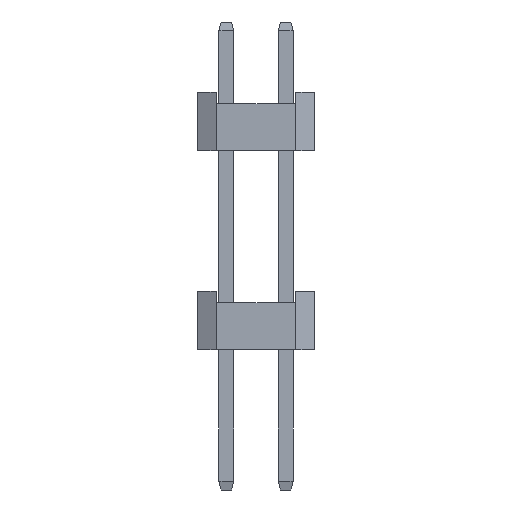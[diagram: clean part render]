
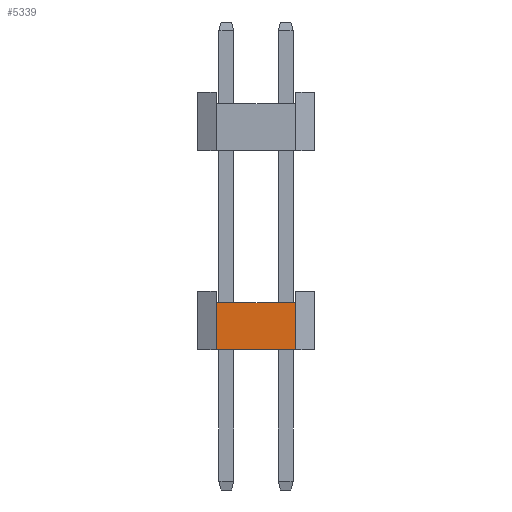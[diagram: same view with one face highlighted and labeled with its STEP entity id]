
A CAD part, left-side view. The second image highlights one B-rep face of the part: STEP entity #5339.
In plain terms, the highlighted planar face has unit normal (-1, 0, 0).
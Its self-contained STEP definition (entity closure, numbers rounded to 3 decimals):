
#32 = VECTOR ( 'NONE', #5215, 1000. ) ;
#58 = DIRECTION ( 'NONE',  ( 0., 0., -1. ) ) ;
#184 = ORIENTED_EDGE ( 'NONE', *, *, #1545, .F. ) ;
#368 = EDGE_CURVE ( 'NONE', #7266, #4836, #1864, .T. ) ;
#475 = CARTESIAN_POINT ( 'NONE',  ( -2.54, 8.272, 18. ) ) ;
#489 = CARTESIAN_POINT ( 'NONE',  ( -2.54, 1.675, 2. ) ) ;
#631 = LINE ( 'NONE', #1351, #3355 ) ;
#780 = LINE ( 'NONE', #4029, #6528 ) ;
#1025 = LINE ( 'NONE', #3463, #2984 ) ;
#1110 = ORIENTED_EDGE ( 'NONE', *, *, #9336, .F. ) ;
#1114 = EDGE_CURVE ( 'NONE', #2480, #9613, #631, .T. ) ;
#1200 = VECTOR ( 'NONE', #5002, 1000. ) ;
#1313 = EDGE_CURVE ( 'NONE', #4629, #6937, #780, .T. ) ;
#1351 = CARTESIAN_POINT ( 'NONE',  ( -2.54, 1.7, 10. ) ) ;
#1545 = EDGE_CURVE ( 'NONE', #2480, #7266, #9805, .T. ) ;
#1748 = LINE ( 'NONE', #7216, #6895 ) ;
#1842 = ORIENTED_EDGE ( 'NONE', *, *, #1313, .F. ) ;
#1864 = LINE ( 'NONE', #6663, #1200 ) ;
#1945 = CARTESIAN_POINT ( 'NONE',  ( -2.54, 0., 0. ) ) ;
#1991 = DIRECTION ( 'NONE',  ( 0., -1., 0. ) ) ;
#2017 = FACE_OUTER_BOUND ( 'NONE', #8538, .T. ) ;
#2480 = VERTEX_POINT ( 'NONE', #3873 ) ;
#2496 = CARTESIAN_POINT ( 'NONE',  ( -2.54, -1.675, 2. ) ) ;
#2633 = CARTESIAN_POINT ( 'NONE',  ( -2.54, -1.7, 2.5 ) ) ;
#2805 = CARTESIAN_POINT ( 'NONE',  ( -2.54, 1.675, 2. ) ) ;
#2851 = LINE ( 'NONE', #2805, #32 ) ;
#2951 = VECTOR ( 'NONE', #1991, 1000. ) ;
#2984 = VECTOR ( 'NONE', #9800, 1000. ) ;
#3355 = VECTOR ( 'NONE', #3779, 1000. ) ;
#3356 = CARTESIAN_POINT ( 'NONE',  ( -2.54, 1.7, 0. ) ) ;
#3463 = CARTESIAN_POINT ( 'NONE',  ( -2.54, 0., 2.5 ) ) ;
#3717 = CARTESIAN_POINT ( 'NONE',  ( -2.54, 0., 2.5 ) ) ;
#3779 = DIRECTION ( 'NONE',  ( 0., 0., -1. ) ) ;
#3872 = DIRECTION ( 'NONE',  ( 0., 0., 1. ) ) ;
#3873 = CARTESIAN_POINT ( 'NONE',  ( -2.54, 1.7, 2.5 ) ) ;
#4019 = DIRECTION ( 'NONE',  ( 1., 0., 0. ) ) ;
#4029 = CARTESIAN_POINT ( 'NONE',  ( -2.54, -1.675, 2.5 ) ) ;
#4265 = LINE ( 'NONE', #1945, #2951 ) ;
#4340 = EDGE_CURVE ( 'NONE', #9613, #4712, #4265, .T. ) ;
#4629 = VERTEX_POINT ( 'NONE', #2496 ) ;
#4712 = VERTEX_POINT ( 'NONE', #8170 ) ;
#4836 = VERTEX_POINT ( 'NONE', #489 ) ;
#5002 = DIRECTION ( 'NONE',  ( 0., 0., -1. ) ) ;
#5215 = DIRECTION ( 'NONE',  ( 0., -1., 0. ) ) ;
#5339 = ADVANCED_FACE ( 'NONE', ( #2017 ), #7535, .F. ) ;
#5482 = ORIENTED_EDGE ( 'NONE', *, *, #4340, .T. ) ;
#6085 = DIRECTION ( 'NONE',  ( 0., -1., 0. ) ) ;
#6289 = ORIENTED_EDGE ( 'NONE', *, *, #7687, .F. ) ;
#6528 = VECTOR ( 'NONE', #3872, 1000. ) ;
#6663 = CARTESIAN_POINT ( 'NONE',  ( -2.54, 1.675, 2.5 ) ) ;
#6895 = VECTOR ( 'NONE', #58, 1000. ) ;
#6937 = VERTEX_POINT ( 'NONE', #8753 ) ;
#7131 = CARTESIAN_POINT ( 'NONE',  ( -2.54, 1.675, 2.5 ) ) ;
#7160 = DIRECTION ( 'NONE',  ( 0., 1., 0. ) ) ;
#7216 = CARTESIAN_POINT ( 'NONE',  ( -2.54, -1.7, 10. ) ) ;
#7266 = VERTEX_POINT ( 'NONE', #7131 ) ;
#7535 = PLANE ( 'NONE',  #9307 ) ;
#7687 = EDGE_CURVE ( 'NONE', #8645, #4712, #1748, .T. ) ;
#7848 = EDGE_CURVE ( 'NONE', #6937, #8645, #1025, .T. ) ;
#8170 = CARTESIAN_POINT ( 'NONE',  ( -2.54, -1.7, 0. ) ) ;
#8538 = EDGE_LOOP ( 'NONE', ( #5482, #6289, #9476, #1842, #1110, #9435, #184, #9412 ) ) ;
#8645 = VERTEX_POINT ( 'NONE', #2633 ) ;
#8753 = CARTESIAN_POINT ( 'NONE',  ( -2.54, -1.675, 2.5 ) ) ;
#9162 = VECTOR ( 'NONE', #6085, 1000. ) ;
#9307 = AXIS2_PLACEMENT_3D ( 'NONE', #475, #4019, #7160 ) ;
#9336 = EDGE_CURVE ( 'NONE', #4836, #4629, #2851, .T. ) ;
#9412 = ORIENTED_EDGE ( 'NONE', *, *, #1114, .T. ) ;
#9435 = ORIENTED_EDGE ( 'NONE', *, *, #368, .F. ) ;
#9476 = ORIENTED_EDGE ( 'NONE', *, *, #7848, .F. ) ;
#9613 = VERTEX_POINT ( 'NONE', #3356 ) ;
#9800 = DIRECTION ( 'NONE',  ( 0., -1., 0. ) ) ;
#9805 = LINE ( 'NONE', #3717, #9162 ) ;
